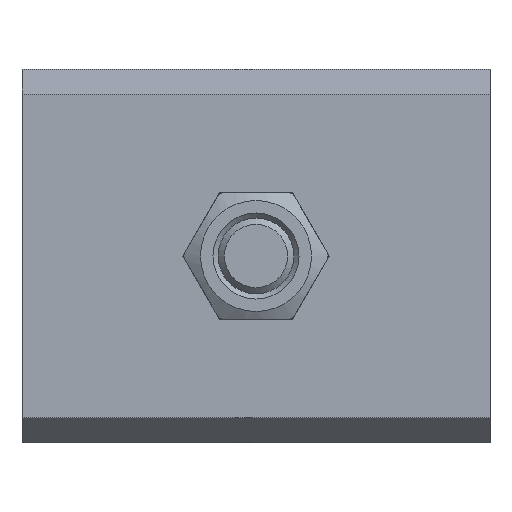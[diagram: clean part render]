
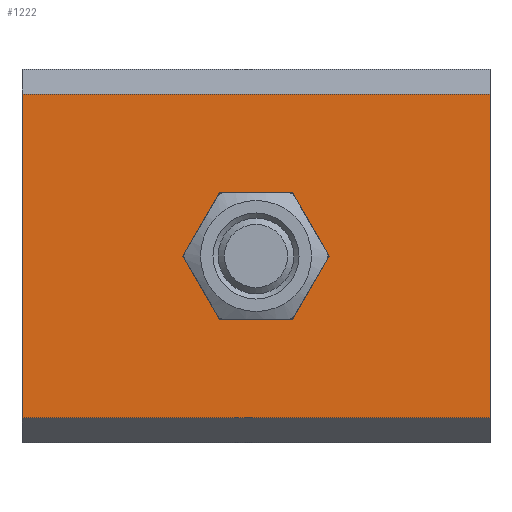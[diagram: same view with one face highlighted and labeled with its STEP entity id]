
A CAD part, front view. The second image highlights one B-rep face of the part: STEP entity #1222.
In plain terms, the highlighted planar face has unit normal (0, -1, 0).
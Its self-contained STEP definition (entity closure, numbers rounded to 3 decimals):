
#113=FACE_BOUND('',#196,.T.);
#123=FACE_OUTER_BOUND('',#195,.T.);
#195=EDGE_LOOP('',(#811,#812,#813,#814));
#196=EDGE_LOOP('',(#815,#816,#817,#818,#819,#820));
#277=LINE('',#1750,#392);
#278=LINE('',#1752,#393);
#279=LINE('',#1754,#394);
#280=LINE('',#1755,#395);
#281=LINE('',#1758,#396);
#282=LINE('',#1760,#397);
#283=LINE('',#1762,#398);
#284=LINE('',#1764,#399);
#285=LINE('',#1766,#400);
#286=LINE('',#1767,#401);
#392=VECTOR('',#1421,939.8);
#393=VECTOR('',#1422,650.1);
#394=VECTOR('',#1423,939.8);
#395=VECTOR('',#1424,650.1);
#396=VECTOR('',#1425,146.647);
#397=VECTOR('',#1426,146.647);
#398=VECTOR('',#1427,146.647);
#399=VECTOR('',#1428,146.647);
#400=VECTOR('',#1429,146.647);
#401=VECTOR('',#1430,146.647);
#507=VERTEX_POINT('',#1748);
#508=VERTEX_POINT('',#1749);
#509=VERTEX_POINT('',#1751);
#510=VERTEX_POINT('',#1753);
#511=VERTEX_POINT('',#1756);
#512=VERTEX_POINT('',#1757);
#513=VERTEX_POINT('',#1759);
#514=VERTEX_POINT('',#1761);
#515=VERTEX_POINT('',#1763);
#516=VERTEX_POINT('',#1765);
#629=EDGE_CURVE('',#507,#508,#277,.T.);
#630=EDGE_CURVE('',#509,#508,#278,.T.);
#631=EDGE_CURVE('',#510,#509,#279,.T.);
#632=EDGE_CURVE('',#507,#510,#280,.T.);
#633=EDGE_CURVE('',#511,#512,#281,.T.);
#634=EDGE_CURVE('',#512,#513,#282,.T.);
#635=EDGE_CURVE('',#513,#514,#283,.T.);
#636=EDGE_CURVE('',#514,#515,#284,.T.);
#637=EDGE_CURVE('',#515,#516,#285,.T.);
#638=EDGE_CURVE('',#516,#511,#286,.T.);
#811=ORIENTED_EDGE('',*,*,#629,.T.);
#812=ORIENTED_EDGE('',*,*,#630,.F.);
#813=ORIENTED_EDGE('',*,*,#631,.F.);
#814=ORIENTED_EDGE('',*,*,#632,.F.);
#815=ORIENTED_EDGE('',*,*,#633,.T.);
#816=ORIENTED_EDGE('',*,*,#634,.T.);
#817=ORIENTED_EDGE('',*,*,#635,.T.);
#818=ORIENTED_EDGE('',*,*,#636,.T.);
#819=ORIENTED_EDGE('',*,*,#637,.T.);
#820=ORIENTED_EDGE('',*,*,#638,.T.);
#1175=PLANE('',#1311);
#1222=ADVANCED_FACE('',(#123,#113),#1175,.F.);
#1311=AXIS2_PLACEMENT_3D('',#1747,#1419,#1420);
#1419=DIRECTION('center_axis',(0.,1.,0.));
#1420=DIRECTION('ref_axis',(1.,0.,0.));
#1421=DIRECTION('',(1.,0.,0.));
#1422=DIRECTION('',(0.,0.,-1.));
#1423=DIRECTION('',(1.,0.,0.));
#1424=DIRECTION('',(0.,0.,1.));
#1425=DIRECTION('',(-0.5,0.,0.866));
#1426=DIRECTION('',(0.5,0.,0.866));
#1427=DIRECTION('',(1.,0.,0.));
#1428=DIRECTION('',(0.5,0.,-0.866));
#1429=DIRECTION('',(-0.5,0.,-0.866));
#1430=DIRECTION('',(-1.,0.,0.));
#1747=CARTESIAN_POINT('Origin',(0.,-292.1,0.));
#1748=CARTESIAN_POINT('',(-469.9,-292.1,-325.05));
#1749=CARTESIAN_POINT('',(469.9,-292.1,-325.05));
#1750=CARTESIAN_POINT('',(-469.9,-292.1,-325.05));
#1751=CARTESIAN_POINT('',(469.9,-292.1,325.05));
#1752=CARTESIAN_POINT('',(469.9,-292.1,325.05));
#1753=CARTESIAN_POINT('',(-469.9,-292.1,325.05));
#1754=CARTESIAN_POINT('',(-469.9,-292.1,325.05));
#1755=CARTESIAN_POINT('',(-469.9,-292.1,-325.05));
#1756=CARTESIAN_POINT('',(-73.323,-292.1,-127.));
#1757=CARTESIAN_POINT('',(-146.647,-292.1,0.));
#1758=CARTESIAN_POINT('',(-73.323,-292.1,-127.));
#1759=CARTESIAN_POINT('',(-73.323,-292.1,127.));
#1760=CARTESIAN_POINT('',(-146.647,-292.1,0.));
#1761=CARTESIAN_POINT('',(73.323,-292.1,127.));
#1762=CARTESIAN_POINT('',(-73.323,-292.1,127.));
#1763=CARTESIAN_POINT('',(146.647,-292.1,0.));
#1764=CARTESIAN_POINT('',(73.323,-292.1,127.));
#1765=CARTESIAN_POINT('',(73.323,-292.1,-127.));
#1766=CARTESIAN_POINT('',(146.647,-292.1,0.));
#1767=CARTESIAN_POINT('',(73.323,-292.1,-127.));
